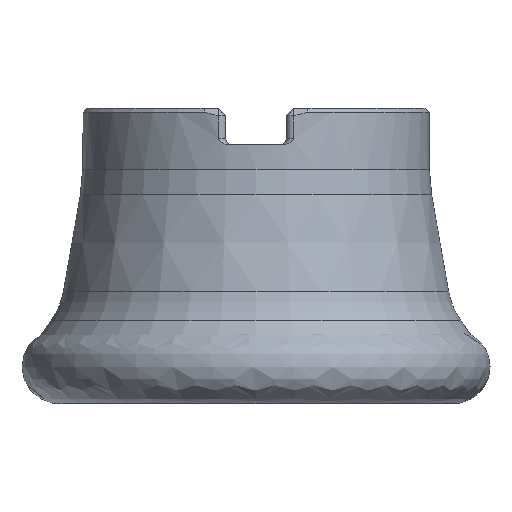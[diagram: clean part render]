
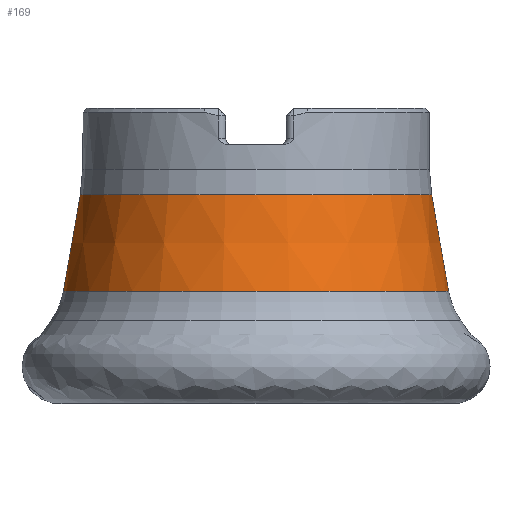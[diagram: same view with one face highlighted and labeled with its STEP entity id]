
A CAD part, front view. The second image highlights one B-rep face of the part: STEP entity #169.
In plain terms, the highlighted conical face has half-angle 10 degrees and reference radius 26.492 mm.
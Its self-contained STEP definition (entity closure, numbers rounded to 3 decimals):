
#75=CONICAL_SURFACE('',#1223,26.492,10.);
#169=ADVANCED_FACE('',(#419,#420),#75,.T.);
#419=FACE_BOUND('',#470,.T.);
#420=FACE_BOUND('',#471,.T.);
#470=EDGE_LOOP('',(#601));
#471=EDGE_LOOP('',(#602));
#601=ORIENTED_EDGE('',*,*,#1010,.T.);
#602=ORIENTED_EDGE('',*,*,#1011,.T.);
#903=VERTEX_POINT('',#1873);
#904=VERTEX_POINT('',#1875);
#1010=EDGE_CURVE('',#903,#903,#1142,.T.);
#1011=EDGE_CURVE('',#904,#904,#1143,.T.);
#1142=CIRCLE('',#1221,23.804);
#1143=CIRCLE('',#1222,26.107);
#1221=AXIS2_PLACEMENT_3D('',#1872,#1417,#1418);
#1222=AXIS2_PLACEMENT_3D('',#1874,#1419,#1420);
#1223=AXIS2_PLACEMENT_3D('',#1876,#1421,#1422);
#1417=DIRECTION('',(0.,0.,-1.));
#1418=DIRECTION('',(-1.,0.,0.));
#1419=DIRECTION('',(0.,0.,1.));
#1420=DIRECTION('',(-1.,0.,0.));
#1421=DIRECTION('',(0.,0.,-1.));
#1422=DIRECTION('',(-1.,0.,0.));
#1872=CARTESIAN_POINT('',(0.,0.,-11.723));
#1873=CARTESIAN_POINT('',(-23.804,0.,-11.723));
#1874=CARTESIAN_POINT('',(0.,0.,-24.785));
#1875=CARTESIAN_POINT('',(-26.107,0.,-24.785));
#1876=CARTESIAN_POINT('',(0.,0.,-26.968));
